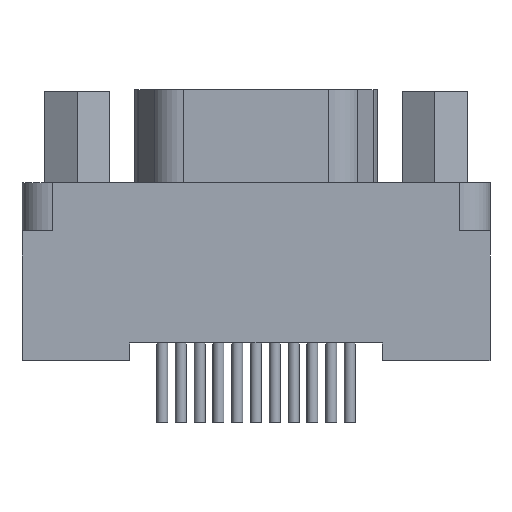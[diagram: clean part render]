
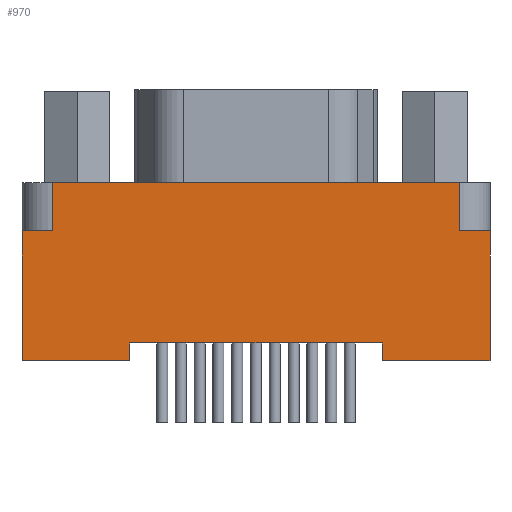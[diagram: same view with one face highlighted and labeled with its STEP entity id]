
A CAD part, front view. The second image highlights one B-rep face of the part: STEP entity #970.
In plain terms, the highlighted planar face has unit normal (0, -1, 0).
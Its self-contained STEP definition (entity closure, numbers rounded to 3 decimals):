
#970=ADVANCED_FACE('NONE',(#2073),#2074,.T.);
#2073=FACE_OUTER_BOUND('',#5430,.T.);
#2074=PLANE('',#5431);
#5430=EDGE_LOOP('',(#8560,#8561,#8562,#8563,#8564,#8565,#8566,#8567,#8568,#8569,#8570,#8571));
#5431=AXIS2_PLACEMENT_3D('',#8572,#8573,#8574);
#8560=ORIENTED_EDGE('',*,*,#10291,.T.);
#8561=ORIENTED_EDGE('',*,*,#10265,.F.);
#8562=ORIENTED_EDGE('',*,*,#10270,.T.);
#8563=ORIENTED_EDGE('',*,*,#10274,.T.);
#8564=ORIENTED_EDGE('',*,*,#10169,.T.);
#8565=ORIENTED_EDGE('',*,*,#10276,.T.);
#8566=ORIENTED_EDGE('',*,*,#10188,.T.);
#8567=ORIENTED_EDGE('',*,*,#10279,.T.);
#8568=ORIENTED_EDGE('',*,*,#10283,.T.);
#8569=ORIENTED_EDGE('',*,*,#10197,.F.);
#8570=ORIENTED_EDGE('',*,*,#10286,.T.);
#8571=ORIENTED_EDGE('',*,*,#10289,.T.);
#8572=CARTESIAN_POINT('',(-10.305,-3.935,-2.44));
#8573=DIRECTION('',(0.,-1.0,0.0));
#8574=DIRECTION('',(0.0,0.0,-1.0));
#10169=EDGE_CURVE('NONE',#11878,#11879,#11880,.T.);
#10188=EDGE_CURVE('NONE',#11901,#11902,#11903,.T.);
#10197=EDGE_CURVE('NONE',#11915,#11913,#11917,.T.);
#10265=EDGE_CURVE('NONE',#12006,#12007,#12008,.T.);
#10270=EDGE_CURVE('NONE',#12006,#12013,#12015,.T.);
#10274=EDGE_CURVE('NONE',#12013,#11878,#12020,.T.);
#10276=EDGE_CURVE('NONE',#11879,#11901,#12022,.T.);
#10279=EDGE_CURVE('NONE',#11902,#12024,#12026,.T.);
#10283=EDGE_CURVE('NONE',#12024,#11913,#12031,.T.);
#10286=EDGE_CURVE('NONE',#11915,#12033,#12035,.T.);
#10289=EDGE_CURVE('NONE',#12033,#12037,#12039,.T.);
#10291=EDGE_CURVE('NONE',#12037,#12007,#12041,.T.);
#11878=VERTEX_POINT('NONE',#16191);
#11879=VERTEX_POINT('NONE',#16192);
#11880=LINE('',#16193,#16194);
#11901=VERTEX_POINT('NONE',#16218);
#11902=VERTEX_POINT('NONE',#16219);
#11903=LINE('',#16220,#16221);
#11913=VERTEX_POINT('NONE',#16234);
#11915=VERTEX_POINT('NONE',#16237);
#11917=LINE('',#16239,#16240);
#12006=VERTEX_POINT('NONE',#16368);
#12007=VERTEX_POINT('NONE',#16369);
#12008=LINE('',#16370,#16371);
#12013=VERTEX_POINT('NONE',#16377);
#12015=LINE('',#16380,#16381);
#12020=LINE('',#16388,#16389);
#12022=LINE('',#16391,#16392);
#12024=VERTEX_POINT('NONE',#16394);
#12026=LINE('',#16397,#16398);
#12031=LINE('',#16405,#16406);
#12033=VERTEX_POINT('NONE',#16408);
#12035=LINE('',#16410,#16411);
#12037=VERTEX_POINT('NONE',#16413);
#12039=LINE('',#16415,#16416);
#12041=LINE('',#16418,#16419);
#16191=CARTESIAN_POINT('',(-6.415,-3.935,-9.02));
#16192=CARTESIAN_POINT('',(-6.415,-3.935,-8.13));
#16193=CARTESIAN_POINT('',(-6.415,-3.935,-8.13));
#16194=VECTOR('',#18325,1000.0);
#16218=CARTESIAN_POINT('',(6.415,-3.935,-8.13));
#16219=CARTESIAN_POINT('',(6.415,-3.935,-9.02));
#16220=CARTESIAN_POINT('',(6.415,-3.935,-8.13));
#16221=VECTOR('',#18350,1000.0);
#16234=CARTESIAN_POINT('',(11.875,-3.935,-2.44));
#16237=CARTESIAN_POINT('',(10.305,-3.935,-2.44));
#16239=CARTESIAN_POINT('',(11.875,-3.935,-2.44));
#16240=VECTOR('',#18361,1000.0);
#16368=CARTESIAN_POINT('',(-11.875,-3.935,-2.44));
#16369=CARTESIAN_POINT('',(-10.305,-3.935,-2.44));
#16370=CARTESIAN_POINT('',(11.875,-3.935,-2.44));
#16371=VECTOR('',#18419,1000.0);
#16377=CARTESIAN_POINT('',(-11.875,-3.935,-9.02));
#16380=CARTESIAN_POINT('',(-11.875,-3.935,-2.44));
#16381=VECTOR('',#18425,1000.0);
#16388=CARTESIAN_POINT('',(-10.305,-3.935,-9.02));
#16389=VECTOR('',#18428,1000.0);
#16391=CARTESIAN_POINT('',(-10.305,-3.935,-8.13));
#16392=VECTOR('',#18429,1000.0);
#16394=CARTESIAN_POINT('',(11.875,-3.935,-9.02));
#16397=CARTESIAN_POINT('',(-10.305,-3.935,-9.02));
#16398=VECTOR('',#18431,1000.0);
#16405=CARTESIAN_POINT('',(11.875,-3.935,-2.44));
#16406=VECTOR('',#18434,1000.0);
#16408=CARTESIAN_POINT('',(10.305,-3.935,0.0));
#16410=CARTESIAN_POINT('',(10.305,-3.935,-2.44));
#16411=VECTOR('',#18438,1000.0);
#16413=CARTESIAN_POINT('',(-10.305,-3.935,0.0));
#16415=CARTESIAN_POINT('',(-10.305,-3.935,0.0));
#16416=VECTOR('',#18442,1000.0);
#16418=CARTESIAN_POINT('',(-10.305,-3.935,-2.44));
#16419=VECTOR('',#18443,1000.0);
#18325=DIRECTION('',(0.0,0.0,1.0));
#18350=DIRECTION('',(0.0,0.0,-1.0));
#18361=DIRECTION('',(1.0,0.0,-0.0));
#18419=DIRECTION('',(1.0,0.0,-0.0));
#18425=DIRECTION('',(0.0,-0.0,-1.0));
#18428=DIRECTION('',(1.0,0.,0.0));
#18429=DIRECTION('',(1.0,0.,0.0));
#18431=DIRECTION('',(1.0,0.,0.0));
#18434=DIRECTION('',(-0.0,0.0,1.0));
#18438=DIRECTION('',(-0.0,0.0,1.0));
#18442=DIRECTION('',(-1.0,0.,-0.0));
#18443=DIRECTION('',(0.0,-0.0,-1.0));
